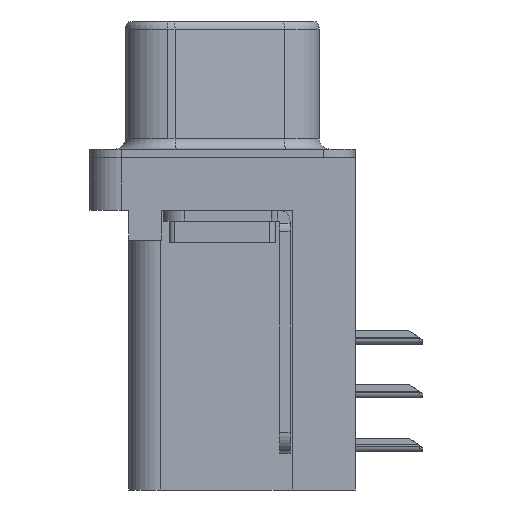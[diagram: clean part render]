
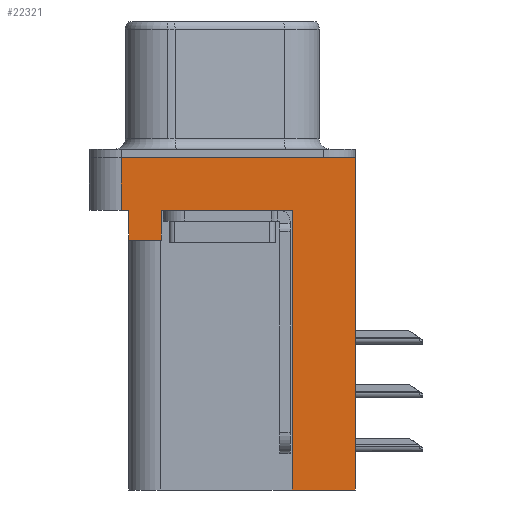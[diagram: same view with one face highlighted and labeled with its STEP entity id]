
A CAD part, left-side view. The second image highlights one B-rep face of the part: STEP entity #22321.
In plain terms, the highlighted planar face has unit normal (-1, 0, 0).
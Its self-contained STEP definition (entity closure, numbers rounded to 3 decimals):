
#44 = LINE ( 'NONE', #22022, #28619 ) ;
#725 = VECTOR ( 'NONE', #8288, 1000. ) ;
#787 = DIRECTION ( 'NONE',  ( 0., 1., 0. ) ) ;
#898 = CARTESIAN_POINT ( 'NONE',  ( -3., -3.295, -15.7 ) ) ;
#919 = CARTESIAN_POINT ( 'NONE',  ( -3., -3.295, -2.5 ) ) ;
#1165 = VECTOR ( 'NONE', #22794, 1000. ) ;
#1248 = ORIENTED_EDGE ( 'NONE', *, *, #16740, .F. ) ;
#1424 = LINE ( 'NONE', #24024, #725 ) ;
#1465 = CARTESIAN_POINT ( 'NONE',  ( -3., 4.425, -3.9 ) ) ;
#1523 = VERTEX_POINT ( 'NONE', #29213 ) ;
#1651 = DIRECTION ( 'NONE',  ( 0., 0., 1. ) ) ;
#2060 = VERTEX_POINT ( 'NONE', #11492 ) ;
#2230 = CARTESIAN_POINT ( 'NONE',  ( -3., -3.295, -15.7 ) ) ;
#2981 = VECTOR ( 'NONE', #21620, 1000. ) ;
#3742 = DIRECTION ( 'NONE',  ( 0., 0., 1. ) ) ;
#4437 = ORIENTED_EDGE ( 'NONE', *, *, #23786, .F. ) ;
#5354 = ORIENTED_EDGE ( 'NONE', *, *, #15623, .T. ) ;
#8083 = EDGE_CURVE ( 'NONE', #2060, #22687, #26696, .T. ) ;
#8288 = DIRECTION ( 'NONE',  ( 0., -1., 0. ) ) ;
#8340 = LINE ( 'NONE', #26906, #19546 ) ;
#8351 = VERTEX_POINT ( 'NONE', #919 ) ;
#8661 = VECTOR ( 'NONE', #17145, 1000. ) ;
#8903 = EDGE_CURVE ( 'NONE', #11737, #8351, #20182, .T. ) ;
#9099 = LINE ( 'NONE', #14211, #15019 ) ;
#9716 = PLANE ( 'NONE',  #22224 ) ;
#11061 = DIRECTION ( 'NONE',  ( 0., -1., 0. ) ) ;
#11211 = EDGE_CURVE ( 'NONE', #22882, #8351, #25137, .T. ) ;
#11267 = VERTEX_POINT ( 'NONE', #18450 ) ;
#11492 = CARTESIAN_POINT ( 'NONE',  ( -3., 4.775, -2.5 ) ) ;
#11509 = ORIENTED_EDGE ( 'NONE', *, *, #8903, .F. ) ;
#11736 = CARTESIAN_POINT ( 'NONE',  ( -3., 4.425, -2.5 ) ) ;
#11737 = VERTEX_POINT ( 'NONE', #2230 ) ;
#11957 = DIRECTION ( 'NONE',  ( 0., 0., 1. ) ) ;
#12077 = ORIENTED_EDGE ( 'NONE', *, *, #11211, .T. ) ;
#13425 = CARTESIAN_POINT ( 'NONE',  ( -3., -6.275, 0. ) ) ;
#13644 = CARTESIAN_POINT ( 'NONE',  ( -3., 2.895, -3.9 ) ) ;
#14036 = LINE ( 'NONE', #1465, #25414 ) ;
#14211 = CARTESIAN_POINT ( 'NONE',  ( -3., 4.425, -3.9 ) ) ;
#14589 = EDGE_CURVE ( 'NONE', #20059, #1523, #9099, .T. ) ;
#15019 = VECTOR ( 'NONE', #787, 1000. ) ;
#15077 = CARTESIAN_POINT ( 'NONE',  ( -3., 2.895, -3.9 ) ) ;
#15454 = CARTESIAN_POINT ( 'NONE',  ( -3., 4.775, 0. ) ) ;
#15623 = EDGE_CURVE ( 'NONE', #2060, #26532, #8340, .T. ) ;
#16600 = DIRECTION ( 'NONE',  ( 0., 1., 0. ) ) ;
#16740 = EDGE_CURVE ( 'NONE', #1523, #26532, #14036, .T. ) ;
#16787 = EDGE_CURVE ( 'NONE', #20059, #22882, #23938, .T. ) ;
#17145 = DIRECTION ( 'NONE',  ( 0., 0., 1. ) ) ;
#17245 = CARTESIAN_POINT ( 'NONE',  ( -3., 4.775, -2.5 ) ) ;
#17917 = VECTOR ( 'NONE', #1651, 1000. ) ;
#18250 = CARTESIAN_POINT ( 'NONE',  ( -3., -6.275, -2.5 ) ) ;
#18410 = CARTESIAN_POINT ( 'NONE',  ( -3., 2.895, -2.5 ) ) ;
#18450 = CARTESIAN_POINT ( 'NONE',  ( -3., -6.275, -15.7 ) ) ;
#18653 = CARTESIAN_POINT ( 'NONE',  ( -3., -6.275, -2.5 ) ) ;
#19540 = LINE ( 'NONE', #898, #25641 ) ;
#19546 = VECTOR ( 'NONE', #11061, 1000. ) ;
#20059 = VERTEX_POINT ( 'NONE', #13644 ) ;
#20144 = CARTESIAN_POINT ( 'NONE',  ( -3., -3.295, -15.7 ) ) ;
#20182 = LINE ( 'NONE', #20144, #2981 ) ;
#20199 = ORIENTED_EDGE ( 'NONE', *, *, #14589, .F. ) ;
#21229 = ORIENTED_EDGE ( 'NONE', *, *, #16787, .T. ) ;
#21620 = DIRECTION ( 'NONE',  ( 0., 0., 1. ) ) ;
#22022 = CARTESIAN_POINT ( 'NONE',  ( -3., -6.275, -2.5 ) ) ;
#22093 = VERTEX_POINT ( 'NONE', #13425 ) ;
#22224 = AXIS2_PLACEMENT_3D ( 'NONE', #18653, #25531, #11957 ) ;
#22321 = ADVANCED_FACE ( 'NONE', ( #29031 ), #9716, .T. ) ;
#22687 = VERTEX_POINT ( 'NONE', #15454 ) ;
#22703 = ORIENTED_EDGE ( 'NONE', *, *, #8083, .F. ) ;
#22794 = DIRECTION ( 'NONE',  ( 0., -1., 0. ) ) ;
#22882 = VERTEX_POINT ( 'NONE', #18410 ) ;
#23786 = EDGE_CURVE ( 'NONE', #22687, #22093, #1424, .T. ) ;
#23848 = EDGE_CURVE ( 'NONE', #11267, #22093, #44, .T. ) ;
#23938 = LINE ( 'NONE', #15077, #17917 ) ;
#24024 = CARTESIAN_POINT ( 'NONE',  ( -3., -6.275, 0. ) ) ;
#24326 = DIRECTION ( 'NONE',  ( 0., 0., 1. ) ) ;
#24575 = ORIENTED_EDGE ( 'NONE', *, *, #27283, .F. ) ;
#25137 = LINE ( 'NONE', #18250, #1165 ) ;
#25414 = VECTOR ( 'NONE', #3742, 1000. ) ;
#25531 = DIRECTION ( 'NONE',  ( -1., 0., 0. ) ) ;
#25641 = VECTOR ( 'NONE', #16600, 1000. ) ;
#25727 = ORIENTED_EDGE ( 'NONE', *, *, #23848, .T. ) ;
#26532 = VERTEX_POINT ( 'NONE', #11736 ) ;
#26696 = LINE ( 'NONE', #17245, #8661 ) ;
#26906 = CARTESIAN_POINT ( 'NONE',  ( -3., -6.275, -2.5 ) ) ;
#27283 = EDGE_CURVE ( 'NONE', #11267, #11737, #19540, .T. ) ;
#28619 = VECTOR ( 'NONE', #24326, 1000. ) ;
#28725 = EDGE_LOOP ( 'NONE', ( #4437, #22703, #5354, #1248, #20199, #21229, #12077, #11509, #24575, #25727 ) ) ;
#29031 = FACE_OUTER_BOUND ( 'NONE', #28725, .T. ) ;
#29213 = CARTESIAN_POINT ( 'NONE',  ( -3., 4.425, -3.9 ) ) ;
